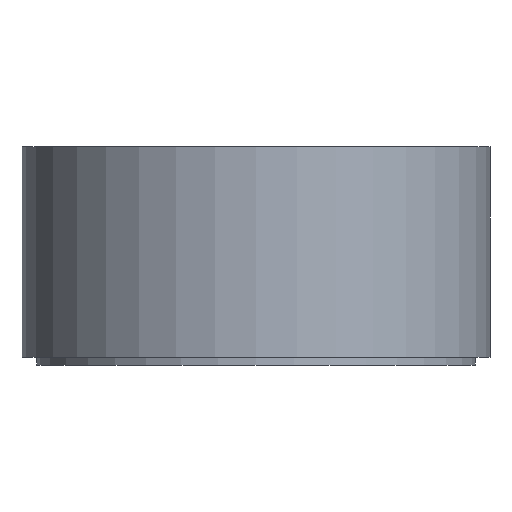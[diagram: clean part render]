
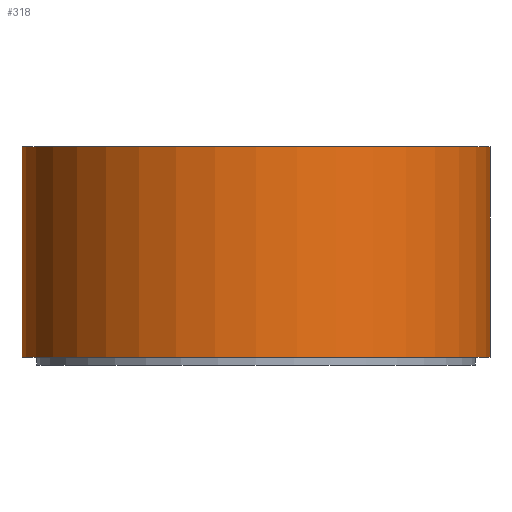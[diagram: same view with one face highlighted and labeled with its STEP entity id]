
A CAD part, front view. The second image highlights one B-rep face of the part: STEP entity #318.
In plain terms, the highlighted cylindrical face has radius 3 mm (diameter 6 mm), a full revolution.
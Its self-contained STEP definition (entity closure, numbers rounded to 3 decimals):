
#88=VERTEX_POINT('',#550);
#89=VERTEX_POINT('',#552);
#116=CIRCLE('',#367,3.);
#117=CIRCLE('',#368,3.);
#152=EDGE_CURVE('',#88,#88,#116,.T.);
#153=EDGE_CURVE('',#89,#89,#117,.T.);
#218=ORIENTED_EDGE('',*,*,#152,.T.);
#219=ORIENTED_EDGE('',*,*,#153,.T.);
#254=EDGE_LOOP('',(#218));
#255=EDGE_LOOP('',(#219));
#290=FACE_BOUND('',#254,.T.);
#291=FACE_BOUND('',#255,.T.);
#318=ADVANCED_FACE('',(#290,#291),#570,.T.);
#366=AXIS2_PLACEMENT_3D('',#548,#458,#459);
#367=AXIS2_PLACEMENT_3D('',#549,#460,#461);
#368=AXIS2_PLACEMENT_3D('',#551,#462,#463);
#458=DIRECTION('',(0.,0.,1.));
#459=DIRECTION('',(3.,0.,0.));
#460=DIRECTION('',(0.,0.,-1.));
#461=DIRECTION('',(3.,0.,0.));
#462=DIRECTION('',(0.,0.,1.));
#463=DIRECTION('',(3.,0.,0.));
#548=CARTESIAN_POINT('',(0.,0.,0.));
#549=CARTESIAN_POINT('',(0.,0.,2.7));
#550=CARTESIAN_POINT('',(3.,0.,2.7));
#551=CARTESIAN_POINT('',(0.,0.,0.));
#552=CARTESIAN_POINT('',(3.,0.,0.));
#570=CYLINDRICAL_SURFACE('',#366,3.);
